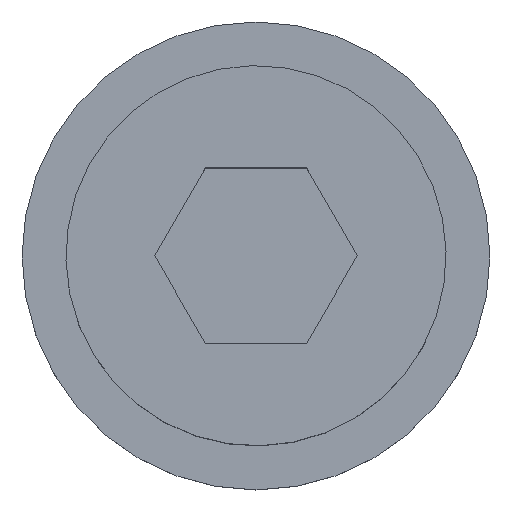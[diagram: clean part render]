
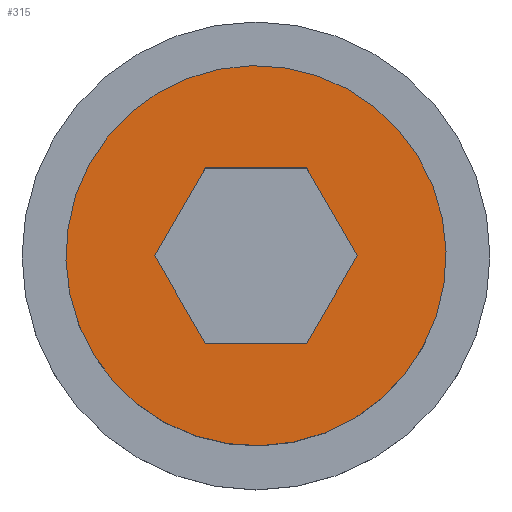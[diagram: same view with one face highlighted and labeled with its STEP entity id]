
A CAD part, top view. The second image highlights one B-rep face of the part: STEP entity #315.
In plain terms, the highlighted planar face has unit normal (0, 0, 1).
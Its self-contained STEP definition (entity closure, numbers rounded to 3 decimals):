
#62=AXIS2_PLACEMENT_3D('Circle Axis2P3D',#60,#61,$) ;
#79=AXIS2_PLACEMENT_3D('Circle Axis2P3D',#77,#78,$) ;
#259=AXIS2_PLACEMENT_3D('Plane Axis2P3D',#256,#257,#258) ;
#41=CARTESIAN_POINT('Vertex',(2.296,11.116,40.)) ;
#57=CARTESIAN_POINT('Vertex',(13.704,4.884,40.)) ;
#60=CARTESIAN_POINT('Axis2P3D Location',(8.,8.,40.)) ;
#77=CARTESIAN_POINT('Axis2P3D Location',(8.,8.,40.)) ;
#256=CARTESIAN_POINT('Axis2P3D Location',(8.,8.,40.)) ;
#265=CARTESIAN_POINT('Line Origine',(5.402,9.5,40.)) ;
#269=CARTESIAN_POINT('Vertex',(6.268,11.,40.)) ;
#271=CARTESIAN_POINT('Vertex',(4.536,8.,40.)) ;
#274=CARTESIAN_POINT('Line Origine',(8.,11.,40.)) ;
#278=CARTESIAN_POINT('Vertex',(9.732,11.,40.)) ;
#281=CARTESIAN_POINT('Line Origine',(10.598,9.5,40.)) ;
#285=CARTESIAN_POINT('Vertex',(11.464,8.,40.)) ;
#288=CARTESIAN_POINT('Line Origine',(10.598,6.5,40.)) ;
#292=CARTESIAN_POINT('Vertex',(9.732,5.,40.)) ;
#295=CARTESIAN_POINT('Line Origine',(8.,5.,40.)) ;
#299=CARTESIAN_POINT('Vertex',(6.268,5.,40.)) ;
#302=CARTESIAN_POINT('Line Origine',(5.402,6.5,40.)) ;
#61=DIRECTION('Axis2P3D Direction',(-0.,0.,-1.)) ;
#78=DIRECTION('Axis2P3D Direction',(-0.,0.,-1.)) ;
#257=DIRECTION('Axis2P3D Direction',(-0.,0.,-1.)) ;
#258=DIRECTION('Axis2P3D XDirection',(-1.,0.,0.)) ;
#266=DIRECTION('Vector Direction',(-0.5,-0.866,0.)) ;
#275=DIRECTION('Vector Direction',(-1.,0.,0.)) ;
#282=DIRECTION('Vector Direction',(-0.5,0.866,0.)) ;
#289=DIRECTION('Vector Direction',(0.5,0.866,0.)) ;
#296=DIRECTION('Vector Direction',(1.,0.,0.)) ;
#303=DIRECTION('Vector Direction',(0.5,-0.866,0.)) ;
#267=VECTOR('Line Direction',#266,1.) ;
#276=VECTOR('Line Direction',#275,1.) ;
#283=VECTOR('Line Direction',#282,1.) ;
#290=VECTOR('Line Direction',#289,1.) ;
#297=VECTOR('Line Direction',#296,1.) ;
#304=VECTOR('Line Direction',#303,1.) ;
#262=ORIENTED_EDGE('',*,*,#81,.F.) ;
#263=ORIENTED_EDGE('',*,*,#64,.F.) ;
#308=ORIENTED_EDGE('',*,*,#273,.F.) ;
#309=ORIENTED_EDGE('',*,*,#280,.F.) ;
#310=ORIENTED_EDGE('',*,*,#287,.F.) ;
#311=ORIENTED_EDGE('',*,*,#294,.F.) ;
#312=ORIENTED_EDGE('',*,*,#301,.F.) ;
#313=ORIENTED_EDGE('',*,*,#306,.F.) ;
#314=FACE_BOUND('',#307,.T.) ;
#315=ADVANCED_FACE('SKSC_ISO4017_M8X35_A70.1\\IKSC M8X35 DIN 7984',(#264,#314),#260,.F.) ;
#63=CIRCLE('generated circle',#62,6.5) ;
#80=CIRCLE('generated circle',#79,6.5) ;
#64=EDGE_CURVE('',#58,#42,#63,.T.) ;
#81=EDGE_CURVE('',#42,#58,#80,.T.) ;
#273=EDGE_CURVE('',#270,#272,#268,.T.) ;
#280=EDGE_CURVE('',#279,#270,#277,.T.) ;
#287=EDGE_CURVE('',#286,#279,#284,.T.) ;
#294=EDGE_CURVE('',#293,#286,#291,.T.) ;
#301=EDGE_CURVE('',#300,#293,#298,.T.) ;
#306=EDGE_CURVE('',#272,#300,#305,.T.) ;
#261=EDGE_LOOP('',(#262,#263)) ;
#307=EDGE_LOOP('',(#308,#309,#310,#311,#312,#313)) ;
#264=FACE_OUTER_BOUND('',#261,.T.) ;
#268=LINE('Line',#265,#267) ;
#277=LINE('Line',#274,#276) ;
#284=LINE('Line',#281,#283) ;
#291=LINE('Line',#288,#290) ;
#298=LINE('Line',#295,#297) ;
#305=LINE('Line',#302,#304) ;
#260=PLANE('',#259) ;
#42=VERTEX_POINT('',#41) ;
#58=VERTEX_POINT('',#57) ;
#270=VERTEX_POINT('',#269) ;
#272=VERTEX_POINT('',#271) ;
#279=VERTEX_POINT('',#278) ;
#286=VERTEX_POINT('',#285) ;
#293=VERTEX_POINT('',#292) ;
#300=VERTEX_POINT('',#299) ;
